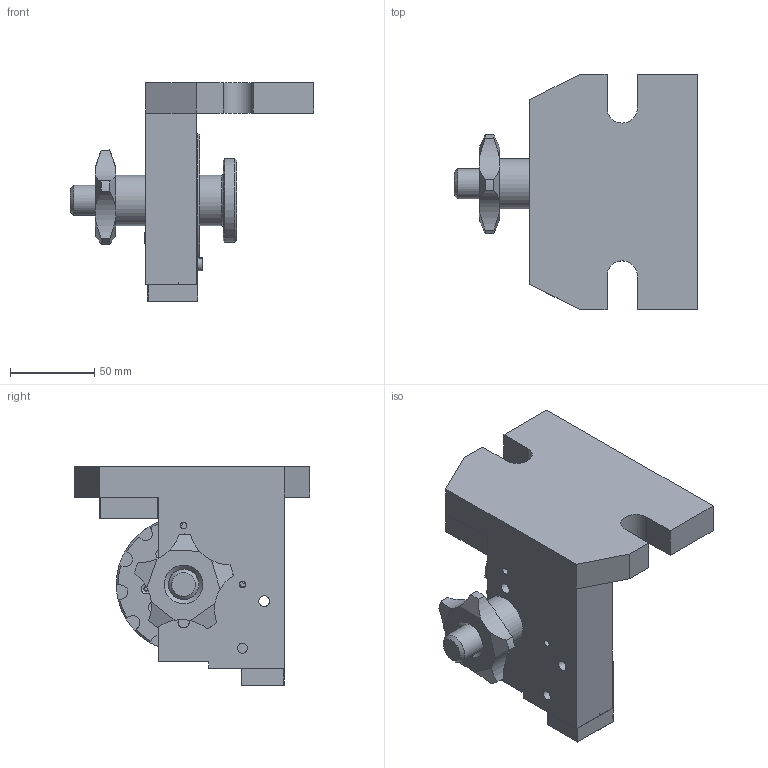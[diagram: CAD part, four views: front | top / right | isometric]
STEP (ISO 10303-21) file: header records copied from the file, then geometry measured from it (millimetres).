
FILE_DESCRIPTION(('STEP AP242'), '1');
FILE_NAME('Êîíäóêòîð', '', ('UNSPECIFIED'), ('UNSPECIFIED'), 'ASCON STEP Converter 1.6', 'ASCON Math Kernel', '');
FILE_SCHEMA(('AP242_MANAGED_MODEL_BASED_3D_ENGINEERING_MIM_LF { 1 0 10303 442 1 1 4 }'));
Length unit declared in the file: millimetre
Assembly tree (14 placements, depth 2):
  (unnamed)
    (unnamed)
    (unnamed)
    (unnamed)
    (unnamed)
    (unnamed)
    (unnamed)
    (unnamed)
    (unnamed)
    (unnamed)
    (unnamed)
    (unnamed)
    (unnamed)
    (unnamed)
    (unnamed)
Bounding box: 145 x 140 x 130 mm (x, y, z)
Volume: 525237.3 mm3; surface area: 110196.4 mm2
Topology: 14 solids, 14 shells, 263 faces, 658 edges, 444 vertices
Faces by surface type: plane 158, cylinder 65, cone 34, torus 4, sphere 1, bspline 1
Full cylindrical faces by diameter (mm): 1.6 x1, 4 x4, 5 x2, 6 x4, 6.374 x1, 6.47 x1, 6.472 x2, 6.5 x1, 6.7 x2, 7.47 x1, 8 x1, 12 x2, 14 x1, 18 x3, 20 x2, 30 x2, 50 x1, 80 x1
Entity records: 13555 total; most frequent: CARTESIAN_POINT 2008, DIRECTION 1340, ORIENTED_EDGE 1192, EDGE_CURVE 596, PROPERTY_DEFINITION 526, PROPERTY_DEFINITION_REPRESENTATION 526, REPRESENTATION 526, AXIS2_PLACEMENT_3D 522
